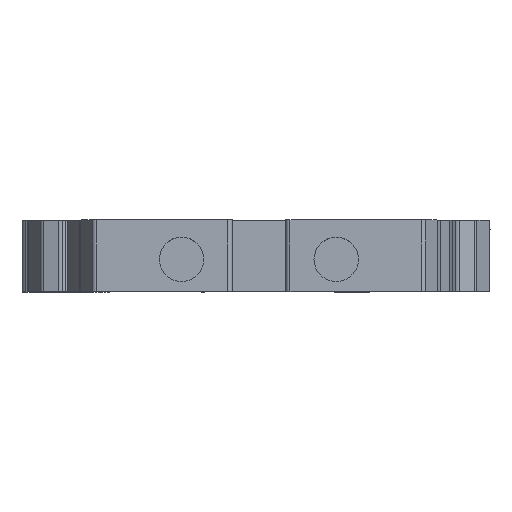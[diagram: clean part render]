
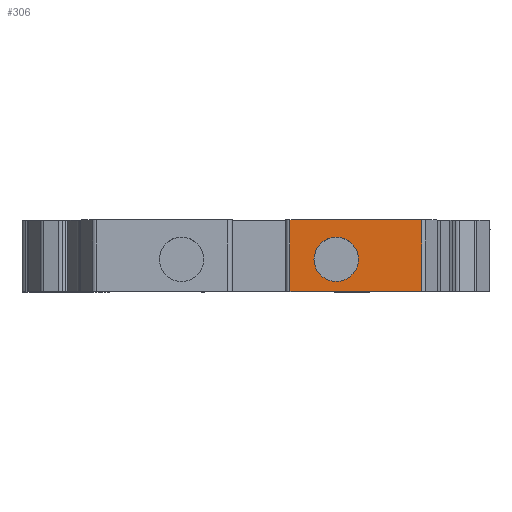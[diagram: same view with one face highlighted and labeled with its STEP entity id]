
A CAD part, top view. The second image highlights one B-rep face of the part: STEP entity #306.
In plain terms, the highlighted planar face has unit normal (0, 0, 1).
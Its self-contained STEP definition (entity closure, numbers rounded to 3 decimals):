
#306 = ADVANCED_FACE( '', ( #803, #804 ), #805, .F. );
#803 = FACE_BOUND( '', #1496, .T. );
#804 = FACE_OUTER_BOUND( '', #1497, .T. );
#805 = PLANE( '', #1498 );
#1496 = EDGE_LOOP( '', ( #2323 ) );
#1497 = EDGE_LOOP( '', ( #2324, #2325, #2326, #2327 ) );
#1498 = AXIS2_PLACEMENT_3D( '', #2328, #2329, #2330 );
#2323 = ORIENTED_EDGE( '', *, *, #4437, .F. );
#2324 = ORIENTED_EDGE( '', *, *, #4438, .T. );
#2325 = ORIENTED_EDGE( '', *, *, #4439, .F. );
#2326 = ORIENTED_EDGE( '', *, *, #4440, .F. );
#2327 = ORIENTED_EDGE( '', *, *, #4441, .T. );
#2328 = CARTESIAN_POINT( '', ( 11.875, 8., 31.001 ) );
#2329 = DIRECTION( '', ( 0., 0., -1. ) );
#2330 = DIRECTION( '', ( -1., 0., 0. ) );
#4437 = EDGE_CURVE( '', #5418, #5418, #5419, .T. );
#4438 = EDGE_CURVE( '', #5420, #5421, #5422, .T. );
#4439 = EDGE_CURVE( '', #5423, #5421, #5424, .T. );
#4440 = EDGE_CURVE( '', #5425, #5423, #5426, .T. );
#4441 = EDGE_CURVE( '', #5425, #5420, #5427, .T. );
#5418 = VERTEX_POINT( '', #6810 );
#5419 = CIRCLE( '', #6811, 2.5 );
#5420 = VERTEX_POINT( '', #6812 );
#5421 = VERTEX_POINT( '', #6813 );
#5422 = LINE( '', #6814, #6815 );
#5423 = VERTEX_POINT( '', #6816 );
#5424 = LINE( '', #6817, #6818 );
#5425 = VERTEX_POINT( '', #6819 );
#5426 = LINE( '', #6820, #6821 );
#5427 = LINE( '', #6822, #6823 );
#6810 = CARTESIAN_POINT( '', ( 11.525, 3.575, 31.001 ) );
#6811 = AXIS2_PLACEMENT_3D( '', #8384, #8385, #8386 );
#6812 = CARTESIAN_POINT( '', ( 3.825, 0., 31.001 ) );
#6813 = CARTESIAN_POINT( '', ( 18.636, 0., 31.001 ) );
#6814 = CARTESIAN_POINT( '', ( 11.875, 0., 31.001 ) );
#6815 = VECTOR( '', #8387, 1000. );
#6816 = CARTESIAN_POINT( '', ( 18.636, 8., 31.001 ) );
#6817 = CARTESIAN_POINT( '', ( 18.636, 8., 31.001 ) );
#6818 = VECTOR( '', #8388, 1000. );
#6819 = CARTESIAN_POINT( '', ( 3.825, 8., 31.001 ) );
#6820 = CARTESIAN_POINT( '', ( 3.825, 8., 31.001 ) );
#6821 = VECTOR( '', #8389, 1000. );
#6822 = CARTESIAN_POINT( '', ( 3.825, 8., 31.001 ) );
#6823 = VECTOR( '', #8390, 1000. );
#8384 = CARTESIAN_POINT( '', ( 9.025, 3.575, 31.001 ) );
#8385 = DIRECTION( '', ( 0., 0., 1. ) );
#8386 = DIRECTION( '', ( 1., 0., 0. ) );
#8387 = DIRECTION( '', ( 1., 0., 0. ) );
#8388 = DIRECTION( '', ( 0., -1., 0. ) );
#8389 = DIRECTION( '', ( 1., 0., 0. ) );
#8390 = DIRECTION( '', ( 0., -1., 0. ) );
